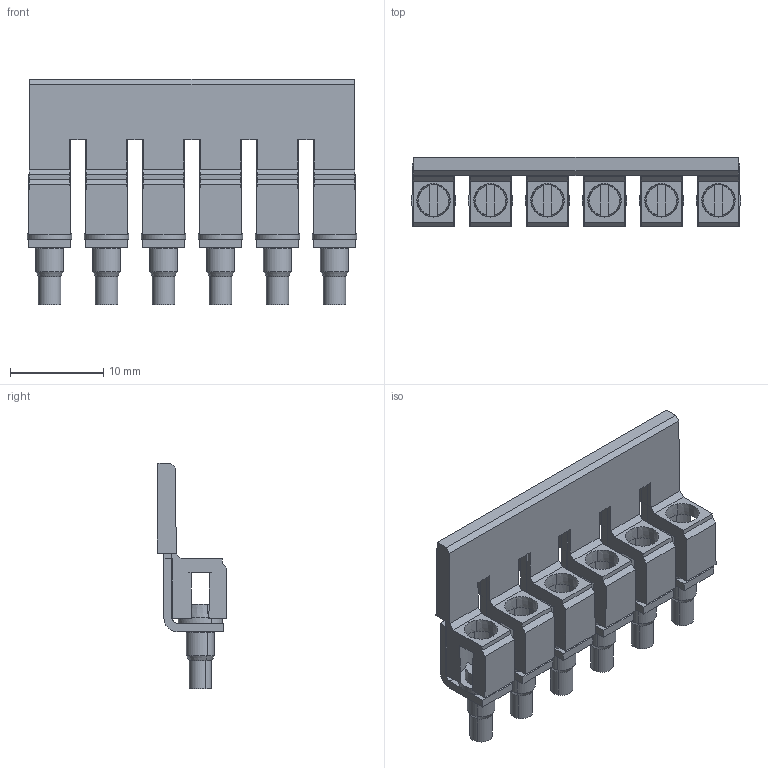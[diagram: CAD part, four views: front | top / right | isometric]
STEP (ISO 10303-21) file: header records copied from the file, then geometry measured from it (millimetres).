
FILE_DESCRIPTION(('CATIA V5 STEP Exchange','CAx-IF Rec.Pracs.--- Model Styling and Organization---1.4--- 2014-01-23'),'2;1');
FILE_NAME ('004746-7_0', '2021-06-18T11:12:38+00:00', ('none'), ('Weidmueller'), 'CATIA Version 5-6 Release 2016 SP3 HF44', 'CATIA V5 STEP AP214', 'none');
FILE_SCHEMA(('AUTOMOTIVE_DESIGN { 1 0 10303 214 1 1 1 1 }'));
Length unit declared in the file: millimetre
Products named in the file (1): 1057160000
Bounding box: 35.25 x 7.47 x 24.1 mm (x, y, z)
Volume: 1892.6 mm3; surface area: 4123.6 mm2
Topology: 2 solids, 2 shells, 314 faces, 864 edges, 561 vertices
Faces by surface type: plane 194, cylinder 72, cone 48
Entity records: 9082 total; most frequent: CARTESIAN_POINT 1763, ORIENTED_EDGE 1728, DIRECTION 1138, EDGE_CURVE 864, VERTEX_POINT 561, VECTOR 554, LINE 554, AXIS2_PLACEMENT_3D 424
